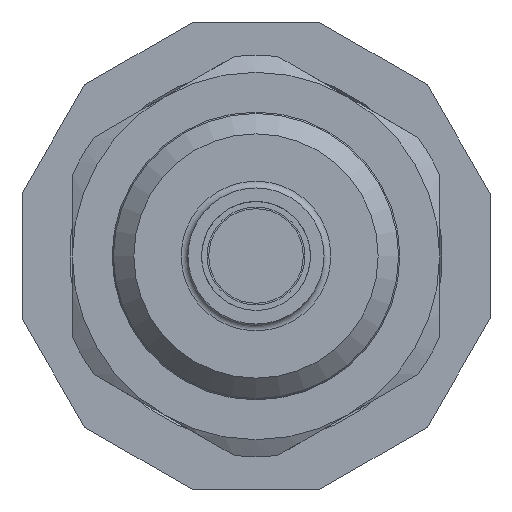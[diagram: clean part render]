
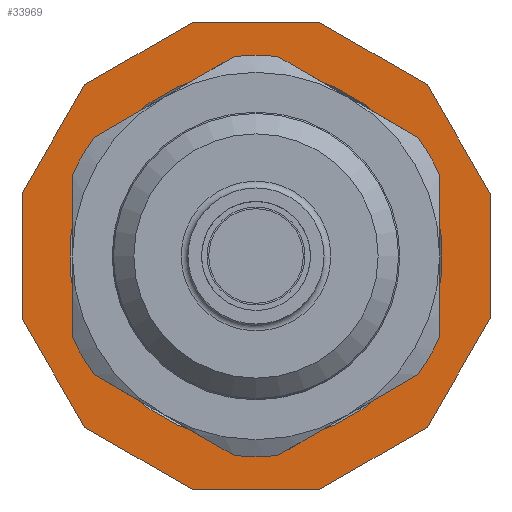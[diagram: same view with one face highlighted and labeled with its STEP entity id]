
A CAD part, front view. The second image highlights one B-rep face of the part: STEP entity #33969.
In plain terms, the highlighted planar face has unit normal (0, -1, 0).
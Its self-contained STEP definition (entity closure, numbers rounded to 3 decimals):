
#33851=CARTESIAN_POINT('',(13.246,28.5,3.549));
#33852=VERTEX_POINT('',#33851);
#33853=CARTESIAN_POINT('',(0.,28.5,0.));
#33854=DIRECTION('',(0.,-1.0,0.));
#33855=DIRECTION('',(-0.966,0.,-0.259));
#33856=AXIS2_PLACEMENT_3D('',#33853,#33854,#33855);
#33857=CIRCLE('',#33856,13.713);
#33858=EDGE_CURVE('',#33852,#33852,#33857,.T.);
#33863=CARTESIAN_POINT('',(14.978,28.5,4.013));
#33864=DIRECTION('',(0.0,-1.0,0.0));
#33865=DIRECTION('',(0.259,0.0,-0.966));
#33866=AXIS2_PLACEMENT_3D('',#33863,#33864,#33865);
#33867=PLANE('',#33866);
#33868=CARTESIAN_POINT('',(17.2,28.5,4.609));
#33869=VERTEX_POINT('',#33868);
#33870=CARTESIAN_POINT('',(12.591,28.5,12.591));
#33871=VERTEX_POINT('',#33870);
#33872=CARTESIAN_POINT('',(17.2,28.5,4.609));
#33873=DIRECTION('',(-0.5,0.,0.866));
#33874=VECTOR('',#33873,9.217);
#33875=LINE('',#33872,#33874);
#33876=EDGE_CURVE('',#33869,#33871,#33875,.T.);
#33877=ORIENTED_EDGE('',*,*,#33876,.T.);
#33878=CARTESIAN_POINT('',(4.609,28.5,17.2));
#33879=VERTEX_POINT('',#33878);
#33880=CARTESIAN_POINT('',(12.591,28.5,12.591));
#33881=DIRECTION('',(-0.866,0.,0.5));
#33882=VECTOR('',#33881,9.217);
#33883=LINE('',#33880,#33882);
#33884=EDGE_CURVE('',#33871,#33879,#33883,.T.);
#33885=ORIENTED_EDGE('',*,*,#33884,.T.);
#33886=CARTESIAN_POINT('',(-4.609,28.5,17.2));
#33887=VERTEX_POINT('',#33886);
#33888=CARTESIAN_POINT('',(4.609,28.5,17.2));
#33889=DIRECTION('',(-1.0,0.0,0.0));
#33890=VECTOR('',#33889,9.217);
#33891=LINE('',#33888,#33890);
#33892=EDGE_CURVE('',#33879,#33887,#33891,.T.);
#33893=ORIENTED_EDGE('',*,*,#33892,.T.);
#33894=CARTESIAN_POINT('',(-12.591,28.5,12.591));
#33895=VERTEX_POINT('',#33894);
#33896=CARTESIAN_POINT('',(-4.609,28.5,17.2));
#33897=DIRECTION('',(-0.866,0.,-0.5));
#33898=VECTOR('',#33897,9.217);
#33899=LINE('',#33896,#33898);
#33900=EDGE_CURVE('',#33887,#33895,#33899,.T.);
#33901=ORIENTED_EDGE('',*,*,#33900,.T.);
#33902=CARTESIAN_POINT('',(-17.2,28.5,4.609));
#33903=VERTEX_POINT('',#33902);
#33904=CARTESIAN_POINT('',(-12.591,28.5,12.591));
#33905=DIRECTION('',(-0.5,0.,-0.866));
#33906=VECTOR('',#33905,9.217);
#33907=LINE('',#33904,#33906);
#33908=EDGE_CURVE('',#33895,#33903,#33907,.T.);
#33909=ORIENTED_EDGE('',*,*,#33908,.T.);
#33910=CARTESIAN_POINT('',(-17.2,28.5,-4.609));
#33911=VERTEX_POINT('',#33910);
#33912=CARTESIAN_POINT('',(-17.2,28.5,4.609));
#33913=DIRECTION('',(0.0,0.0,-1.0));
#33914=VECTOR('',#33913,9.217);
#33915=LINE('',#33912,#33914);
#33916=EDGE_CURVE('',#33903,#33911,#33915,.T.);
#33917=ORIENTED_EDGE('',*,*,#33916,.T.);
#33918=CARTESIAN_POINT('',(-12.591,28.5,-12.591));
#33919=VERTEX_POINT('',#33918);
#33920=CARTESIAN_POINT('',(-17.2,28.5,-4.609));
#33921=DIRECTION('',(0.5,0.,-0.866));
#33922=VECTOR('',#33921,9.217);
#33923=LINE('',#33920,#33922);
#33924=EDGE_CURVE('',#33911,#33919,#33923,.T.);
#33925=ORIENTED_EDGE('',*,*,#33924,.T.);
#33926=CARTESIAN_POINT('',(-4.609,28.5,-17.2));
#33927=VERTEX_POINT('',#33926);
#33928=CARTESIAN_POINT('',(-12.591,28.5,-12.591));
#33929=DIRECTION('',(0.866,0.,-0.5));
#33930=VECTOR('',#33929,9.217);
#33931=LINE('',#33928,#33930);
#33932=EDGE_CURVE('',#33919,#33927,#33931,.T.);
#33933=ORIENTED_EDGE('',*,*,#33932,.T.);
#33934=CARTESIAN_POINT('',(4.609,28.5,-17.2));
#33935=VERTEX_POINT('',#33934);
#33936=CARTESIAN_POINT('',(-4.609,28.5,-17.2));
#33937=DIRECTION('',(1.0,0.0,0.0));
#33938=VECTOR('',#33937,9.217);
#33939=LINE('',#33936,#33938);
#33940=EDGE_CURVE('',#33927,#33935,#33939,.T.);
#33941=ORIENTED_EDGE('',*,*,#33940,.T.);
#33942=CARTESIAN_POINT('',(12.591,28.5,-12.591));
#33943=VERTEX_POINT('',#33942);
#33944=CARTESIAN_POINT('',(4.609,28.5,-17.2));
#33945=DIRECTION('',(0.866,0.,0.5));
#33946=VECTOR('',#33945,9.217);
#33947=LINE('',#33944,#33946);
#33948=EDGE_CURVE('',#33935,#33943,#33947,.T.);
#33949=ORIENTED_EDGE('',*,*,#33948,.T.);
#33950=CARTESIAN_POINT('',(17.2,28.5,-4.609));
#33951=VERTEX_POINT('',#33950);
#33952=CARTESIAN_POINT('',(12.591,28.5,-12.591));
#33953=DIRECTION('',(0.5,0.,0.866));
#33954=VECTOR('',#33953,9.217);
#33955=LINE('',#33952,#33954);
#33956=EDGE_CURVE('',#33943,#33951,#33955,.T.);
#33957=ORIENTED_EDGE('',*,*,#33956,.T.);
#33958=CARTESIAN_POINT('',(17.2,28.5,-4.609));
#33959=DIRECTION('',(0.0,0.0,1.0));
#33960=VECTOR('',#33959,9.217);
#33961=LINE('',#33958,#33960);
#33962=EDGE_CURVE('',#33951,#33869,#33961,.T.);
#33963=ORIENTED_EDGE('',*,*,#33962,.T.);
#33964=EDGE_LOOP('',(#33877,#33885,#33893,#33901,#33909,#33917,#33925,#33933,#33941,#33949,#33957,#33963));
#33965=FACE_OUTER_BOUND('',#33964,.T.);
#33966=ORIENTED_EDGE('',*,*,#33858,.F.);
#33967=EDGE_LOOP('',(#33966));
#33968=FACE_BOUND('',#33967,.T.);
#33969=ADVANCED_FACE('',(#33965,#33968),#33867,.T.);
